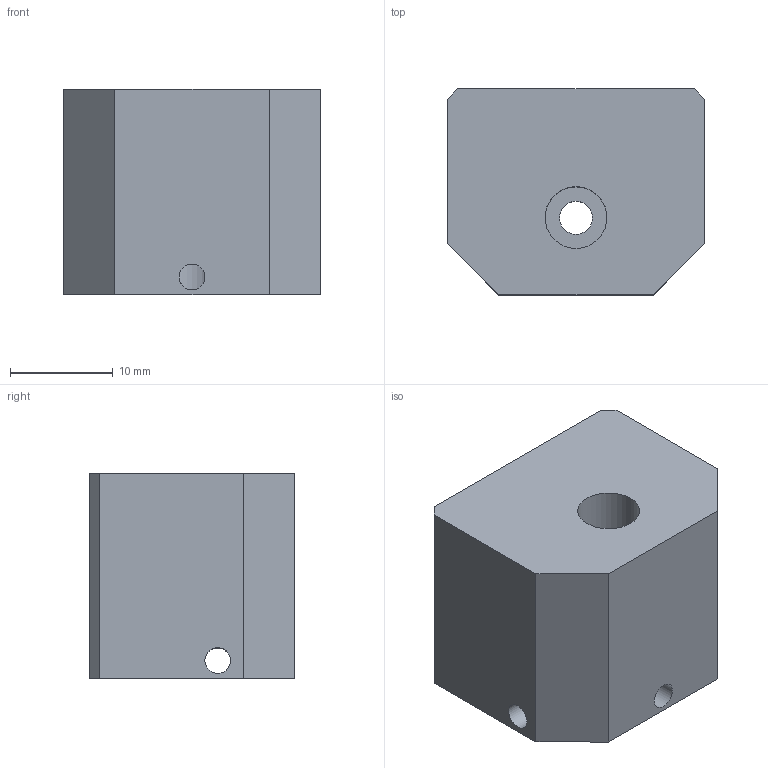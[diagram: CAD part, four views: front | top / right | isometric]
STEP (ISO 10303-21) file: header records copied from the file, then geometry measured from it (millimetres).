
FILE_DESCRIPTION (( 'STEP AP203' ), '1' );
FILE_NAME ('KT210185A.step', '2021-03-02T08:46:39', ( '' ), ( '' ), 'SwSTEP 2.0', 'SolidWorks 2020', '' );
FILE_SCHEMA (( 'CONFIG_CONTROL_DESIGN' ));
Length unit declared in the file: millimetre
Products named in the file (1): KT210185A
Bounding box: 25 x 20 x 20 mm (x, y, z)
Volume: 8694.8 mm3; surface area: 3300.9 mm2
Topology: 1 solids, 1 shells, 25 faces, 65 edges, 41 vertices
Faces by surface type: plane 13, cylinder 9, cone 3
Full cylindrical faces by diameter (mm): 2.5 x3, 3.2 x1, 3.3 x2, 5.8 x1, 6 x1
Entity records: 871 total; most frequent: CARTESIAN_POINT 243, DIRECTION 112, ORIENTED_EDGE 96, EDGE_CURVE 48, EDGE_LOOP 44, AXIS2_PLACEMENT_3D 43, VERTEX_POINT 36, FACE_OUTER_BOUND 33
